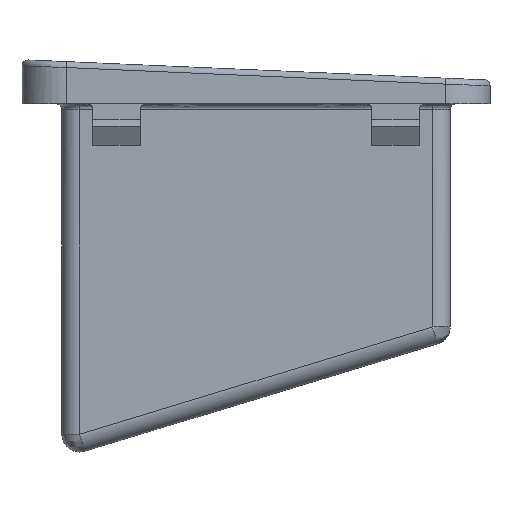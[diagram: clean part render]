
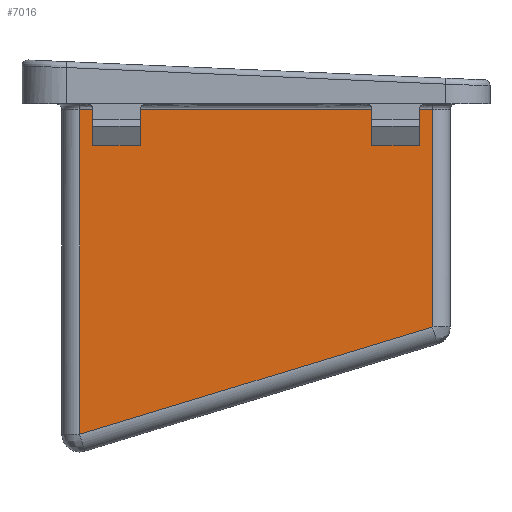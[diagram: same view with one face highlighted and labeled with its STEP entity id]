
A CAD part, left-side view. The second image highlights one B-rep face of the part: STEP entity #7016.
In plain terms, the highlighted free-form (B-spline) face has degree [1, 1] with [2, 2] control points.
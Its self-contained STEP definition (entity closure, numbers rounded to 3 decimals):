
#5691 = VERTEX_POINT('',#5692);
#5692 = CARTESIAN_POINT('',(-26.87,-25.53,
    -0.924));
#5710 = VERTEX_POINT('',#5711);
#5711 = CARTESIAN_POINT('',(-26.87,-18.136,
    -0.924));
#5719 = EDGE_CURVE('',#5710,#5691,#5720,.T.);
#5720 = B_SPLINE_CURVE_WITH_KNOTS('',1,(#5721,#5722),.UNSPECIFIED.,.F.,
  .F.,(2,2),(0.319,1.119),.PIECEWISE_BEZIER_KNOTS.);
#5721 = CARTESIAN_POINT('',(-26.87,-18.136,
    -0.924));
#5722 = CARTESIAN_POINT('',(-26.87,-25.53,
    -0.924));
#5750 = VERTEX_POINT('',#5751);
#5751 = CARTESIAN_POINT('',(-26.87,18.136,
    -0.924));
#5757 = EDGE_CURVE('',#5750,#5710,#5758,.T.);
#5758 = B_SPLINE_CURVE_WITH_KNOTS('',1,(#5759,#5760),.UNSPECIFIED.,.F.,
  .F.,(2,2),(-3.606,0.319),.PIECEWISE_BEZIER_KNOTS.);
#5759 = CARTESIAN_POINT('',(-26.87,18.136,
    -0.924));
#5760 = CARTESIAN_POINT('',(-26.87,-18.136,
    -0.924));
#5780 = EDGE_CURVE('',#5691,#5781,#5783,.T.);
#5781 = VERTEX_POINT('',#5782);
#5782 = CARTESIAN_POINT('',(-26.87,-27.609,
    -0.924));
#5783 = B_SPLINE_CURVE_WITH_KNOTS('',1,(#5784,#5785),.UNSPECIFIED.,.F.,
  .F.,(2,2),(1.119,1.344),.PIECEWISE_BEZIER_KNOTS.);
#5784 = CARTESIAN_POINT('',(-26.87,-25.53,
    -0.924));
#5785 = CARTESIAN_POINT('',(-26.87,-27.609,
    -0.924));
#6052 = VERTEX_POINT('',#6053);
#6053 = CARTESIAN_POINT('',(-26.87,25.53,
    -0.924));
#6061 = EDGE_CURVE('',#6052,#5750,#6062,.T.);
#6062 = B_SPLINE_CURVE_WITH_KNOTS('',1,(#6063,#6064),.UNSPECIFIED.,.F.,
  .F.,(2,2),(-4.406,-3.606),.PIECEWISE_BEZIER_KNOTS.);
#6063 = CARTESIAN_POINT('',(-26.87,25.53,
    -0.924));
#6064 = CARTESIAN_POINT('',(-26.87,18.136,
    -0.924));
#6084 = VERTEX_POINT('',#6085);
#6085 = CARTESIAN_POINT('',(-26.87,27.609,
    -0.924));
#6091 = EDGE_CURVE('',#6084,#6052,#6092,.T.);
#6092 = B_SPLINE_CURVE_WITH_KNOTS('',1,(#6093,#6094),.UNSPECIFIED.,.F.,
  .F.,(2,2),(-4.631,-4.406),.PIECEWISE_BEZIER_KNOTS.);
#6093 = CARTESIAN_POINT('',(-26.87,27.609,
    -0.924));
#6094 = CARTESIAN_POINT('',(-26.87,25.53,
    -0.924));
#6809 = VERTEX_POINT('',#6810);
#6810 = CARTESIAN_POINT('',(-26.87,27.609,
    -51.708));
#6824 = VERTEX_POINT('',#6825);
#6825 = CARTESIAN_POINT('',(-26.87,-27.609,
    -34.912));
#6831 = EDGE_CURVE('',#6824,#6809,#6832,.T.);
#6832 = B_SPLINE_CURVE_WITH_KNOTS('',1,(#6833,#6834),.UNSPECIFIED.,.F.,
  .F.,(2,2),(-2.593,3.653),.PIECEWISE_BEZIER_KNOTS.);
#6833 = CARTESIAN_POINT('',(-26.87,-27.609,
    -34.912));
#6834 = CARTESIAN_POINT('',(-26.87,27.609,
    -51.708));
#7005 = EDGE_CURVE('',#6809,#6084,#7006,.T.);
#7006 = B_SPLINE_CURVE_WITH_KNOTS('',1,(#7007,#7008),.UNSPECIFIED.,.F.,
  .F.,(2,2),(-19.551,-1.233),.PIECEWISE_BEZIER_KNOTS.);
#7007 = CARTESIAN_POINT('',(-26.87,27.609,
    -51.708));
#7008 = CARTESIAN_POINT('',(-26.87,27.609,
    -0.924));
#7016 = ADVANCED_FACE('',(#7017),#7031,.T.);
#7017 = FACE_BOUND('',#7018,.T.);
#7018 = EDGE_LOOP('',(#7019,#7020,#7021,#7022,#7027,#7028,#7029,#7030));
#7019 = ORIENTED_EDGE('',*,*,#6091,.F.);
#7020 = ORIENTED_EDGE('',*,*,#7005,.F.);
#7021 = ORIENTED_EDGE('',*,*,#6831,.F.);
#7022 = ORIENTED_EDGE('',*,*,#7023,.F.);
#7023 = EDGE_CURVE('',#5781,#6824,#7024,.T.);
#7024 = B_SPLINE_CURVE_WITH_KNOTS('',1,(#7025,#7026),.UNSPECIFIED.,.F.,
  .F.,(2,2),(0.37,4.048),.PIECEWISE_BEZIER_KNOTS.);
#7025 = CARTESIAN_POINT('',(-26.87,-27.609,
    -0.924));
#7026 = CARTESIAN_POINT('',(-26.87,-27.609,
    -34.912));
#7027 = ORIENTED_EDGE('',*,*,#5780,.F.);
#7028 = ORIENTED_EDGE('',*,*,#5719,.F.);
#7029 = ORIENTED_EDGE('',*,*,#5757,.F.);
#7030 = ORIENTED_EDGE('',*,*,#6061,.F.);
#7031 = B_SPLINE_SURFACE_WITH_KNOTS('',1,1,(
    (#7032,#7033)
    ,(#7034,#7035
    )),.UNSPECIFIED.,.F.,.F.,.F.,(2,2),(2,2),(0.299,
    6.276),(0.369,5.866),.PIECEWISE_BEZIER_KNOTS.);
#7032 = CARTESIAN_POINT('',(-26.87,-27.618,
    -0.915));
#7033 = CARTESIAN_POINT('',(-26.87,-27.618,
    -51.717));
#7034 = CARTESIAN_POINT('',(-26.87,27.618,
    -0.915));
#7035 = CARTESIAN_POINT('',(-26.87,27.618,
    -51.717));
